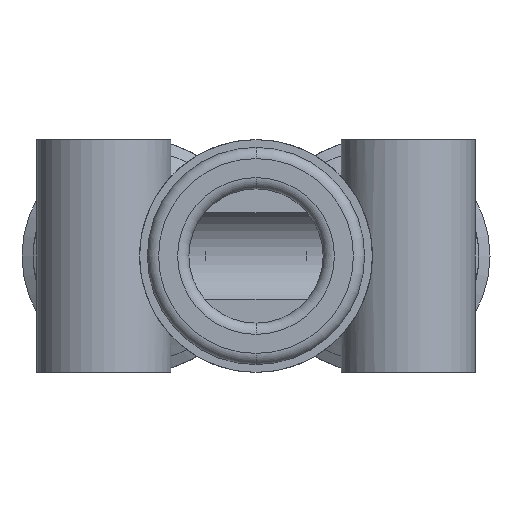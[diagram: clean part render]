
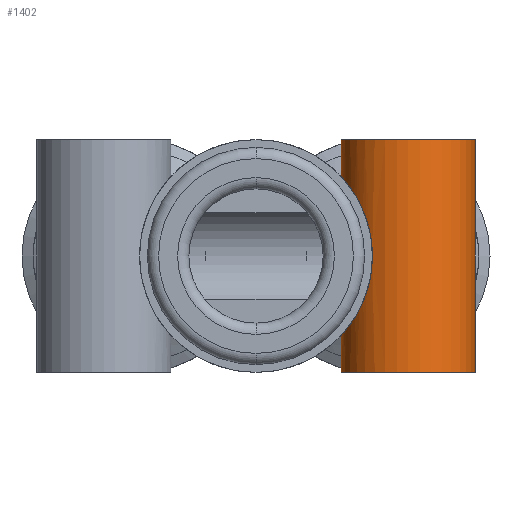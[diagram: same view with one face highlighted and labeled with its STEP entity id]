
A CAD part, front view. The second image highlights one B-rep face of the part: STEP entity #1402.
In plain terms, the highlighted cylindrical face has radius 3 mm (diameter 6 mm), a partial arc.
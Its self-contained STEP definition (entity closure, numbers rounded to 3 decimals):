
#31 = CARTESIAN_POINT ( 'NONE',  ( 6.8, -19.4, 5.2 ) ) ;
#40 = CARTESIAN_POINT ( 'NONE',  ( 3.8, -19.4, 5.2 ) ) ;
#45 = DIRECTION ( 'NONE',  ( 0., 0., -1. ) ) ;
#54 = DIRECTION ( 'NONE',  ( -1., 0., 0. ) ) ;
#122 = DIRECTION ( 'NONE',  ( 0., 0., -1. ) ) ;
#126 = CARTESIAN_POINT ( 'NONE',  ( 4.776, -21.616, -2.067 ) ) ;
#154 = CARTESIAN_POINT ( 'NONE',  ( 3.8, -19.619, 3.55 ) ) ;
#159 = CARTESIAN_POINT ( 'NONE',  ( 4.228, -20.954, 3.031 ) ) ;
#304 = VERTEX_POINT ( 'NONE', #2286 ) ;
#319 = CARTESIAN_POINT ( 'NONE',  ( 3.914, -20.247, 3.424 ) ) ;
#328 = ORIENTED_EDGE ( 'NONE', *, *, #3395, .T. ) ;
#339 = CARTESIAN_POINT ( 'NONE',  ( 4.776, -21.616, 2.067 ) ) ;
#402 = CARTESIAN_POINT ( 'NONE',  ( 3.8, -19.4, 5.2 ) ) ;
#405 = ORIENTED_EDGE ( 'NONE', *, *, #1699, .T. ) ;
#504 = DIRECTION ( 'NONE',  ( 0., 0., -1. ) ) ;
#542 = CARTESIAN_POINT ( 'NONE',  ( 4.69, -21.537, -2.253 ) ) ;
#549 = DIRECTION ( 'NONE',  ( -1., 0., 0. ) ) ;
#618 = CARTESIAN_POINT ( 'NONE',  ( 5.2, -21.938, 0.428 ) ) ;
#626 = CARTESIAN_POINT ( 'NONE',  ( 6.8, -19.4, -5.2 ) ) ;
#649 = VERTEX_POINT ( 'NONE', #3167 ) ;
#674 = CARTESIAN_POINT ( 'NONE',  ( 3.8, -19.4, 5.2 ) ) ;
#678 = CARTESIAN_POINT ( 'NONE',  ( 3.914, -20.247, -3.424 ) ) ;
#684 = CARTESIAN_POINT ( 'NONE',  ( 5.144, -21.905, -0.869 ) ) ;
#707 = VERTEX_POINT ( 'NONE', #40 ) ;
#709 = B_SPLINE_CURVE_WITH_KNOTS ( 'NONE', 3,
 ( #1578, #154, #1143, #319, #3425, #2598, #159, #1736, #1996, #1792, #339, #2873, #2345, #3183, #618, #2485, #684, #1730, #3223, #126, #542, #2790, #3241, #934, #1407, #3269, #678, #3347, #1600, #1452, #1110, #3148 ),
 .UNSPECIFIED., .F., .F.,
 ( 4, 2, 2, 2, 2, 2, 2, 2, 2, 2, 2, 2, 2, 2, 2, 4 ),
 ( 0., 0.001, 0.001, 0.002, 0.003, 0.003, 0.004, 0.005, 0.006, 0.007, 0.008, 0.008, 0.009, 0.01, 0.01, 0.01 ),
 .UNSPECIFIED. ) ;
#721 = ORIENTED_EDGE ( 'NONE', *, *, #3405, .T. ) ;
#759 = CYLINDRICAL_SURFACE ( 'NONE', #2403, 3. ) ;
#837 = FACE_OUTER_BOUND ( 'NONE', #1631, .T. ) ;
#934 = CARTESIAN_POINT ( 'NONE',  ( 4.227, -20.952, -3.033 ) ) ;
#1110 = CARTESIAN_POINT ( 'NONE',  ( 3.8, -19.508, -3.55 ) ) ;
#1143 = CARTESIAN_POINT ( 'NONE',  ( 3.824, -19.832, 3.525 ) ) ;
#1194 = VERTEX_POINT ( 'NONE', #1242 ) ;
#1221 = ORIENTED_EDGE ( 'NONE', *, *, #1775, .F. ) ;
#1242 = CARTESIAN_POINT ( 'NONE',  ( 3.8, -19.4, -5.2 ) ) ;
#1320 = VECTOR ( 'NONE', #122, 1000. ) ;
#1323 = LINE ( 'NONE', #402, #1320 ) ;
#1371 = VECTOR ( 'NONE', #1492, 1000. ) ;
#1402 = ADVANCED_FACE ( 'NONE', ( #837 ), #759, .T. ) ;
#1407 = CARTESIAN_POINT ( 'NONE',  ( 4.137, -20.796, -3.153 ) ) ;
#1420 = LINE ( 'NONE', #674, #1371 ) ;
#1452 = CARTESIAN_POINT ( 'NONE',  ( 3.806, -19.616, -3.543 ) ) ;
#1492 = DIRECTION ( 'NONE',  ( 0., 0., -1. ) ) ;
#1578 = CARTESIAN_POINT ( 'NONE',  ( 3.8, -19.4, 3.55 ) ) ;
#1596 = ORIENTED_EDGE ( 'NONE', *, *, #2376, .T. ) ;
#1600 = CARTESIAN_POINT ( 'NONE',  ( 3.829, -19.83, -3.518 ) ) ;
#1631 = EDGE_LOOP ( 'NONE', ( #1221, #405, #328, #1596, #721, #3280 ) ) ;
#1675 = EDGE_CURVE ( 'NONE', #649, #1194, #3006, .T. ) ;
#1699 = EDGE_CURVE ( 'NONE', #2919, #707, #2689, .T. ) ;
#1730 = CARTESIAN_POINT ( 'NONE',  ( 4.989, -21.792, -1.482 ) ) ;
#1736 = CARTESIAN_POINT ( 'NONE',  ( 4.415, -21.228, 2.752 ) ) ;
#1775 = EDGE_CURVE ( 'NONE', #2919, #649, #2439, .T. ) ;
#1792 = CARTESIAN_POINT ( 'NONE',  ( 4.691, -21.538, 2.252 ) ) ;
#1968 = CARTESIAN_POINT ( 'NONE',  ( 9.8, -19.4, 5.2 ) ) ;
#1979 = DIRECTION ( 'NONE',  ( 0., 0., -1. ) ) ;
#1996 = CARTESIAN_POINT ( 'NONE',  ( 4.512, -21.345, 2.593 ) ) ;
#2286 = CARTESIAN_POINT ( 'NONE',  ( 3.8, -19.4, -3.55 ) ) ;
#2345 = CARTESIAN_POINT ( 'NONE',  ( 4.989, -21.793, 1.48 ) ) ;
#2376 = EDGE_CURVE ( 'NONE', #2413, #304, #709, .T. ) ;
#2403 = AXIS2_PLACEMENT_3D ( 'NONE', #3373, #2900, #3153 ) ;
#2413 = VERTEX_POINT ( 'NONE', #3002 ) ;
#2439 = LINE ( 'NONE', #1968, #2483 ) ;
#2483 = VECTOR ( 'NONE', #1979, 1000. ) ;
#2485 = CARTESIAN_POINT ( 'NONE',  ( 5.2, -21.938, -0.433 ) ) ;
#2598 = CARTESIAN_POINT ( 'NONE',  ( 4.137, -20.795, 3.153 ) ) ;
#2689 = CIRCLE ( 'NONE', #3088, 3. ) ;
#2712 = CARTESIAN_POINT ( 'NONE',  ( 9.8, -19.4, 5.2 ) ) ;
#2790 = CARTESIAN_POINT ( 'NONE',  ( 4.511, -21.343, -2.594 ) ) ;
#2873 = CARTESIAN_POINT ( 'NONE',  ( 4.926, -21.744, 1.68 ) ) ;
#2900 = DIRECTION ( 'NONE',  ( 0., 0., -1. ) ) ;
#2919 = VERTEX_POINT ( 'NONE', #2712 ) ;
#2997 = AXIS2_PLACEMENT_3D ( 'NONE', #626, #504, #549 ) ;
#3002 = CARTESIAN_POINT ( 'NONE',  ( 3.8, -19.4, 3.55 ) ) ;
#3006 = CIRCLE ( 'NONE', #2997, 3. ) ;
#3088 = AXIS2_PLACEMENT_3D ( 'NONE', #31, #45, #54 ) ;
#3148 = CARTESIAN_POINT ( 'NONE',  ( 3.8, -19.4, -3.55 ) ) ;
#3153 = DIRECTION ( 'NONE',  ( -1., 0., 0. ) ) ;
#3167 = CARTESIAN_POINT ( 'NONE',  ( 9.8, -19.4, -5.2 ) ) ;
#3183 = CARTESIAN_POINT ( 'NONE',  ( 5.145, -21.906, 0.864 ) ) ;
#3223 = CARTESIAN_POINT ( 'NONE',  ( 4.925, -21.744, -1.681 ) ) ;
#3241 = CARTESIAN_POINT ( 'NONE',  ( 4.414, -21.227, -2.754 ) ) ;
#3269 = CARTESIAN_POINT ( 'NONE',  ( 3.979, -20.439, -3.35 ) ) ;
#3280 = ORIENTED_EDGE ( 'NONE', *, *, #1675, .F. ) ;
#3347 = CARTESIAN_POINT ( 'NONE',  ( 3.847, -19.937, -3.499 ) ) ;
#3373 = CARTESIAN_POINT ( 'NONE',  ( 6.8, -19.4, 5.2 ) ) ;
#3395 = EDGE_CURVE ( 'NONE', #707, #2413, #1420, .T. ) ;
#3405 = EDGE_CURVE ( 'NONE', #304, #1194, #1323, .T. ) ;
#3425 = CARTESIAN_POINT ( 'NONE',  ( 3.98, -20.441, 3.349 ) ) ;
